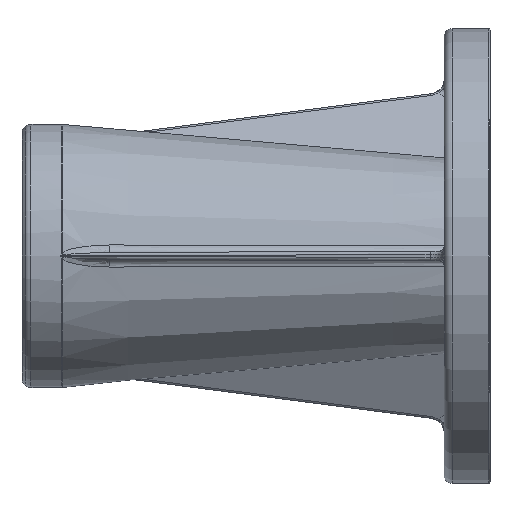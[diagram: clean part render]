
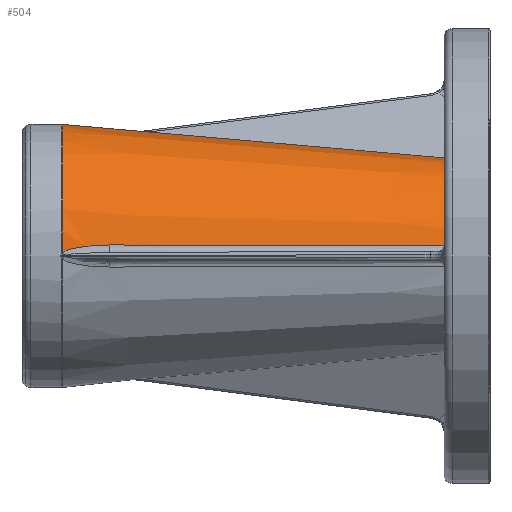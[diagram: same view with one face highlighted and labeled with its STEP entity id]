
A CAD part, left-side view. The second image highlights one B-rep face of the part: STEP entity #504.
In plain terms, the highlighted conical face has half-angle 5 degrees and reference radius 11.606 mm.
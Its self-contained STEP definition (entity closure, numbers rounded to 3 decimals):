
#299 = ORIENTED_EDGE ( 'NONE', *, *, #7898, .T. ) ;
#379 = CARTESIAN_POINT ( 'NONE',  ( -15.462, 85.003, 1.345 ) ) ;
#504 = ADVANCED_FACE ( 'NONE', ( #3417 ), #5289, .T. ) ;
#526 = VERTEX_POINT ( 'NONE', #602 ) ;
#561 = DIRECTION ( 'NONE',  ( 0., 0., -1. ) ) ;
#602 = CARTESIAN_POINT ( 'NONE',  ( -16.022, 90.773, 0.304 ) ) ;
#707 = EDGE_CURVE ( 'NONE', #6363, #3263, #8752, .T. ) ;
#738 = CARTESIAN_POINT ( 'NONE',  ( -11.732, 42.437, 1.23 ) ) ;
#850 = CARTESIAN_POINT ( 'NONE',  ( 0., 40.263, 11.606 ) ) ;
#1004 = CARTESIAN_POINT ( 'NONE',  ( -16.022, 90.773, 0.304 ) ) ;
#1185 = DIRECTION ( 'NONE',  ( 0., 0., 1. ) ) ;
#1686 = CARTESIAN_POINT ( 'NONE',  ( -15.641, 86.984, 1.28 ) ) ;
#1741 = VERTEX_POINT ( 'NONE', #4449 ) ;
#1898 = DIRECTION ( 'NONE',  ( 0., 1., 0. ) ) ;
#2013 = CARTESIAN_POINT ( 'NONE',  ( -11.732, 42.437, 1.23 ) ) ;
#2027 = CIRCLE ( 'NONE', #8985, 16.025 ) ;
#2295 = DIRECTION ( 'NONE',  ( 0., 0.996, 0.087 ) ) ;
#2333 = EDGE_CURVE ( 'NONE', #6395, #6363, #9053, .T. ) ;
#2377 = CARTESIAN_POINT ( 'NONE',  ( -16.013, 90.686, 0.395 ) ) ;
#2409 = CARTESIAN_POINT ( 'NONE',  ( -15.906, 89.668, 0.848 ) ) ;
#2820 = CARTESIAN_POINT ( 'NONE',  ( -14.822, 77.698, 1.326 ) ) ;
#2855 = CARTESIAN_POINT ( 'NONE',  ( -15.346, 83.675, 1.341 ) ) ;
#3209 = CARTESIAN_POINT ( 'NONE',  ( -15.505, 85.499, 1.346 ) ) ;
#3263 = VERTEX_POINT ( 'NONE', #6333 ) ;
#3398 = DIRECTION ( 'NONE',  ( 0., 0., 1. ) ) ;
#3417 = FACE_OUTER_BOUND ( 'NONE', #8518, .T. ) ;
#3873 = CARTESIAN_POINT ( 'NONE',  ( -16.002, 90.583, 0.463 ) ) ;
#3974 = DIRECTION ( 'NONE',  ( 0., -1., 0. ) ) ;
#4043 = AXIS2_PLACEMENT_3D ( 'NONE', #4779, #9121, #3398 ) ;
#4144 = CARTESIAN_POINT ( 'NONE',  ( 0., 42.437, 11.796 ) ) ;
#4174 = CARTESIAN_POINT ( 'NONE',  ( -15.462, 85.003, 1.345 ) ) ;
#4268 = CARTESIAN_POINT ( 'NONE',  ( -15.287, 83.011, 1.34 ) ) ;
#4449 = CARTESIAN_POINT ( 'NONE',  ( -15.462, 85.003, 1.345 ) ) ;
#4459 = B_SPLINE_CURVE_WITH_KNOTS ( 'NONE', 3,
 ( #1004, #2377, #3873, #7316, #5162, #5910, #2409, #4557, #8783, #8144, #1686, #6720, #3209, #379 ),
 .UNSPECIFIED., .F., .F.,
 ( 4, 2, 2, 2, 2, 2, 4 ),
 ( 0., 0., 0.001, 0.002, 0.003, 0.004, 0.006 ),
 .UNSPECIFIED. ) ;
#4557 = CARTESIAN_POINT ( 'NONE',  ( -15.833, 88.949, 1.032 ) ) ;
#4708 = ORIENTED_EDGE ( 'NONE', *, *, #707, .T. ) ;
#4779 = CARTESIAN_POINT ( 'NONE',  ( 0., 40.263, 0. ) ) ;
#4869 = CARTESIAN_POINT ( 'NONE',  ( -15.404, 84.339, 1.343 ) ) ;
#5162 = CARTESIAN_POINT ( 'NONE',  ( -15.967, 90.253, 0.637 ) ) ;
#5172 = EDGE_CURVE ( 'NONE', #1741, #6395, #7421, .T. ) ;
#5289 = CONICAL_SURFACE ( 'NONE', #4043, 11.606, 0.087 ) ;
#5644 = CARTESIAN_POINT ( 'NONE',  ( -15.055, 80.354, 1.333 ) ) ;
#5910 = CARTESIAN_POINT ( 'NONE',  ( -15.931, 89.907, 0.776 ) ) ;
#6168 = ORIENTED_EDGE ( 'NONE', *, *, #2333, .T. ) ;
#6290 = CARTESIAN_POINT ( 'NONE',  ( -13.637, 64.173, 1.29 ) ) ;
#6333 = CARTESIAN_POINT ( 'NONE',  ( 0., 90.773, 16.025 ) ) ;
#6359 = CARTESIAN_POINT ( 'NONE',  ( -12.685, 53.305, 1.26 ) ) ;
#6363 = VERTEX_POINT ( 'NONE', #4144 ) ;
#6383 = VECTOR ( 'NONE', #2295, 1000. ) ;
#6395 = VERTEX_POINT ( 'NONE', #2013 ) ;
#6521 = ORIENTED_EDGE ( 'NONE', *, *, #5172, .T. ) ;
#6692 = CARTESIAN_POINT ( 'NONE',  ( 0., 42.437, 0. ) ) ;
#6720 = CARTESIAN_POINT ( 'NONE',  ( -15.55, 85.995, 1.334 ) ) ;
#6820 = CARTESIAN_POINT ( 'NONE',  ( 0., 90.773, 0. ) ) ;
#7067 = ORIENTED_EDGE ( 'NONE', *, *, #8755, .T. ) ;
#7316 = CARTESIAN_POINT ( 'NONE',  ( -15.979, 90.367, 0.585 ) ) ;
#7421 = B_SPLINE_CURVE_WITH_KNOTS ( 'NONE', 3,
 ( #4174, #4869, #2855, #4268, #5644, #2820, #7765, #6290, #6359, #738 ),
 .UNSPECIFIED., .F., .F.,
 ( 4, 3, 3, 4 ),
 ( 0., 0.002, 0.01, 0.043 ),
 .UNSPECIFIED. ) ;
#7765 = CARTESIAN_POINT ( 'NONE',  ( -14.589, 75.041, 1.319 ) ) ;
#7898 = EDGE_CURVE ( 'NONE', #526, #1741, #4459, .T. ) ;
#8144 = CARTESIAN_POINT ( 'NONE',  ( -15.688, 87.478, 1.239 ) ) ;
#8501 = AXIS2_PLACEMENT_3D ( 'NONE', #6692, #1898, #1185 ) ;
#8518 = EDGE_LOOP ( 'NONE', ( #6168, #4708, #7067, #299, #6521 ) ) ;
#8752 = LINE ( 'NONE', #850, #6383 ) ;
#8755 = EDGE_CURVE ( 'NONE', #3263, #526, #2027, .T. ) ;
#8783 = CARTESIAN_POINT ( 'NONE',  ( -15.784, 88.461, 1.113 ) ) ;
#8985 = AXIS2_PLACEMENT_3D ( 'NONE', #6820, #3974, #561 ) ;
#9053 = CIRCLE ( 'NONE', #8501, 11.796 ) ;
#9121 = DIRECTION ( 'NONE',  ( 0., 1., 0. ) ) ;
